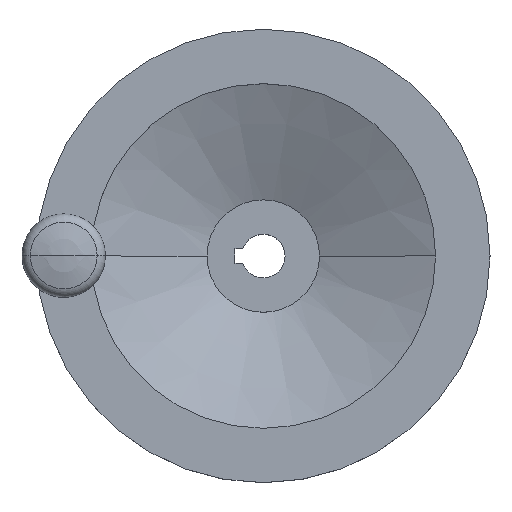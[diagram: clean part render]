
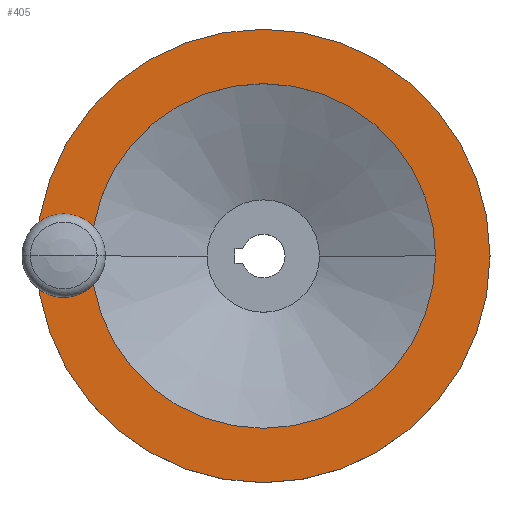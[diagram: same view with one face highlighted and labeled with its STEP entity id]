
A CAD part, top view. The second image highlights one B-rep face of the part: STEP entity #405.
In plain terms, the highlighted planar face has unit normal (0, 0, 1).
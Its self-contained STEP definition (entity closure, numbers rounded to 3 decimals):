
#183=EDGE_CURVE('',#333,#231,#513,.T.);
#199=EDGE_CURVE('',#203,#343,#534,.T.);
#203=VERTEX_POINT('',#538);
#231=VERTEX_POINT('',#571);
#245=EDGE_CURVE('',#231,#333,#586,.T.);
#333=VERTEX_POINT('',#685);
#343=VERTEX_POINT('',#695);
#387=EDGE_CURVE('',#449,#429,#745,.T.);
#405=ADVANCED_FACE('',(#764,#765,#766),#767,.T.);
#425=EDGE_CURVE('',#429,#449,#788,.T.);
#429=VERTEX_POINT('',#793);
#443=EDGE_CURVE('',#343,#203,#808,.T.);
#449=VERTEX_POINT('',#815);
#513=CIRCLE('',#876,62.5);
#534=CIRCLE('',#901,47.5);
#538=CARTESIAN_POINT('',(-47.5,0.,33.0));
#571=CARTESIAN_POINT('',(-62.5,0.,33.0));
#586=CIRCLE('',#970,62.5);
#685=CARTESIAN_POINT('',(62.5,0.,33.0));
#695=CARTESIAN_POINT('',(47.5,0.,33.0));
#745=CIRCLE('',#1178,6.5);
#764=FACE_BOUND('',#1204,.T.);
#765=FACE_OUTER_BOUND('',#1205,.T.);
#766=FACE_BOUND('',#1206,.T.);
#767=PLANE('',#1207);
#788=CIRCLE('',#1233,6.5);
#793=CARTESIAN_POINT('',(-48.5,0.,33.0));
#808=CIRCLE('',#1260,47.5);
#815=CARTESIAN_POINT('',(-61.5,0.,33.0));
#876=AXIS2_PLACEMENT_3D('',#1334,#1335,#1336);
#901=AXIS2_PLACEMENT_3D('',#1365,#1366,#1367);
#970=AXIS2_PLACEMENT_3D('',#1439,#1440,#1441);
#1178=AXIS2_PLACEMENT_3D('',#1635,#1636,#1637);
#1204=EDGE_LOOP('',(#1663,#1664));
#1205=EDGE_LOOP('',(#1665,#1666));
#1206=EDGE_LOOP('',(#1667,#1668));
#1207=AXIS2_PLACEMENT_3D('',#1669,#1670,#1671);
#1233=AXIS2_PLACEMENT_3D('',#1687,#1688,#1689);
#1260=AXIS2_PLACEMENT_3D('',#1714,#1715,#1716);
#1334=CARTESIAN_POINT('',(0.,0.,33.0));
#1335=DIRECTION('',(-0.0,0.0,-1.0));
#1336=DIRECTION('',(-1.0,0.,0.0));
#1365=CARTESIAN_POINT('',(0.,0.,33.0));
#1366=DIRECTION('',(-0.0,0.0,-1.0));
#1367=DIRECTION('',(-1.0,0.,0.0));
#1439=CARTESIAN_POINT('',(0.,0.,33.0));
#1440=DIRECTION('',(-0.0,0.0,-1.0));
#1441=DIRECTION('',(-1.0,0.,0.0));
#1635=CARTESIAN_POINT('',(-55.0,0.,33.0));
#1636=DIRECTION('',(-0.0,0.0,-1.0));
#1637=DIRECTION('',(-1.0,0.,0.0));
#1663=ORIENTED_EDGE('',*,*,#387,.T.);
#1664=ORIENTED_EDGE('',*,*,#425,.T.);
#1665=ORIENTED_EDGE('',*,*,#245,.F.);
#1666=ORIENTED_EDGE('',*,*,#183,.F.);
#1667=ORIENTED_EDGE('',*,*,#199,.T.);
#1668=ORIENTED_EDGE('',*,*,#443,.T.);
#1669=CARTESIAN_POINT('',(-55.0,0.,33.0));
#1670=DIRECTION('',(0.0,0.0,1.0));
#1671=DIRECTION('',(-1.0,0.,0.0));
#1687=CARTESIAN_POINT('',(-55.0,0.,33.0));
#1688=DIRECTION('',(-0.0,0.0,-1.0));
#1689=DIRECTION('',(-1.0,0.,0.0));
#1714=CARTESIAN_POINT('',(0.,0.,33.0));
#1715=DIRECTION('',(-0.0,0.0,-1.0));
#1716=DIRECTION('',(-1.0,0.,0.0));
